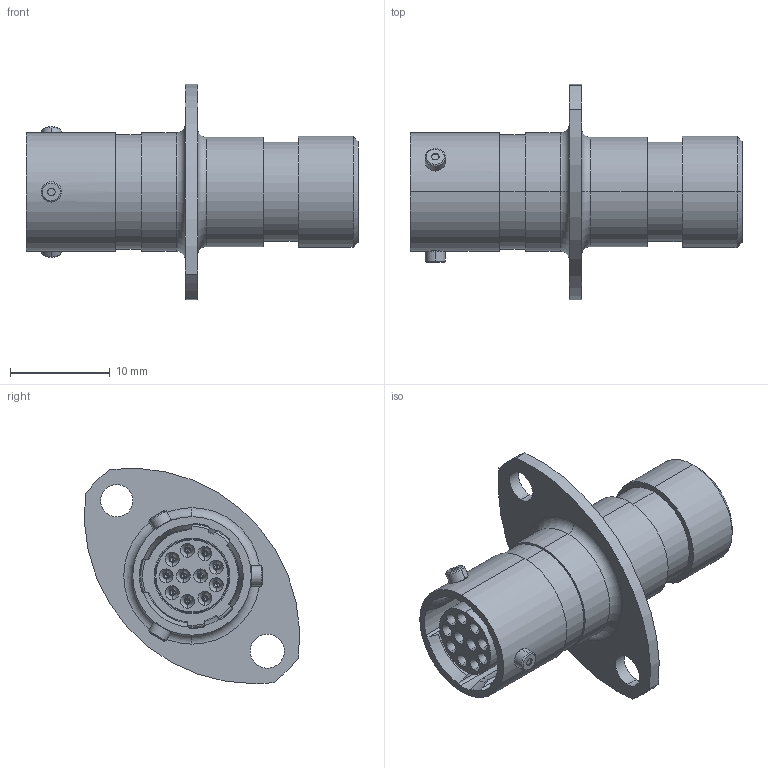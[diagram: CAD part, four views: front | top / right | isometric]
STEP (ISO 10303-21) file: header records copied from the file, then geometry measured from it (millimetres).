
FILE_DESCRIPTION (( 'STEP AP214' ), '1' );
FILE_NAME ('ASDD008-11SN.STEP', '2017-04-26T07:36:47', ( '' ), ( '' ), 'SwSTEP 2.0', 'SolidWorks 2015', '' );
FILE_SCHEMA (( 'AUTOMOTIVE_DESIGN' ));
Length unit declared in the file: inch
Products named in the file (1): ASDD008-11SN
Bounding box: 33.31 x 21.59 x 21.61 mm (x, y, z)
Volume: 2725.7 mm3; surface area: 5331.6 mm2
Topology: 4 solids, 7 shells, 1568 faces, 3696 edges, 2166 vertices
Faces by surface type: cylinder 568, torus 381, plane 345, cone 224, bspline 44, sphere 6
Entity records: 65881 total; most frequent: CARTESIAN_POINT 9148, DIRECTION 8502, ORIENTED_EDGE 7336, EDGE_CURVE 3668, AXIS2_PLACEMENT_3D 3622, VERTEX_POINT 2166, CIRCLE 2097, EDGE_LOOP 1740
